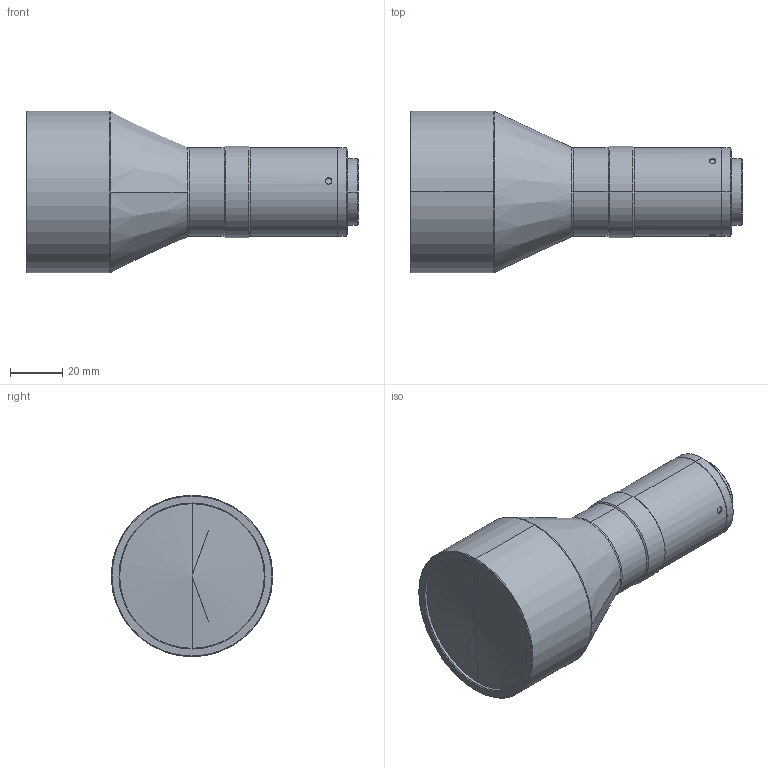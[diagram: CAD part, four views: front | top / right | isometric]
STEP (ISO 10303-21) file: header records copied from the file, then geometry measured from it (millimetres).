
FILE_DESCRIPTION (( 'STEP AP203' ), '1' );
FILE_NAME ('DTCM230-42.STEP', '2019-11-13T08:18:21', ( 'Windows 蚚誧' ), ( '' ), 'SwSTEP 2.0', 'SolidWorks 2017', '' );
FILE_SCHEMA (( 'CONFIG_CONTROL_DESIGN' ));
Length unit declared in the file: millimetre
Products named in the file (1): DTCM230-42
Bounding box: 127.42 x 62 x 62 mm (x, y, z)
Volume: 208720.4 mm3; surface area: 22488.2 mm2
Topology: 1 solids, 1 shells, 64 faces, 142 edges, 86 vertices
Faces by surface type: cylinder 29, cone 24, plane 7, bspline 4
Entity records: 2075 total; most frequent: CARTESIAN_POINT 589, DIRECTION 316, ORIENTED_EDGE 276, EDGE_CURVE 138, AXIS2_PLACEMENT_3D 133, VERTEX_POINT 86, EDGE_LOOP 74, CIRCLE 72
